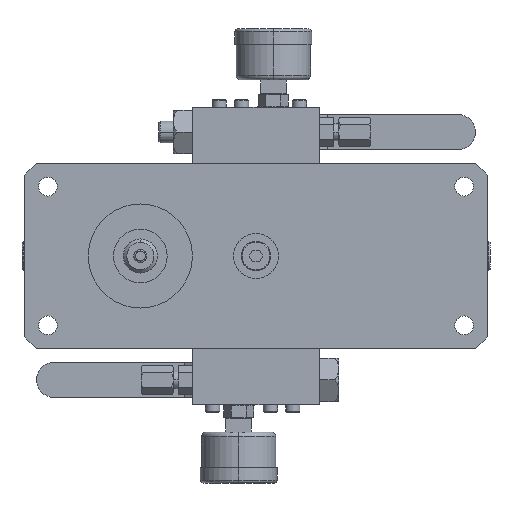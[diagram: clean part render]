
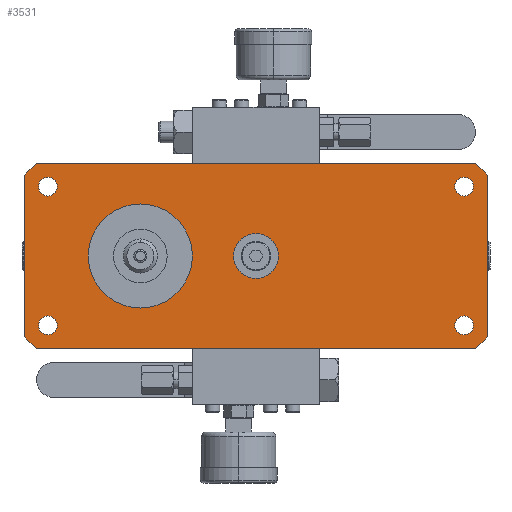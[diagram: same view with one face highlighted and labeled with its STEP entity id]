
A CAD part, front view. The second image highlights one B-rep face of the part: STEP entity #3531.
In plain terms, the highlighted planar face has unit normal (0, -1, 0).
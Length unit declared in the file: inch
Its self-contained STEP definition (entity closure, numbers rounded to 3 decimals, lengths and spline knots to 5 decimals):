
#377=DIRECTION('',(0.,0.,1.));
#378=VECTOR('',#377,3.5);
#379=CARTESIAN_POINT('',(-5.,0.,-1.75));
#380=LINE('',#379,#378);
#381=DIRECTION('',(1.,0.,0.));
#382=VECTOR('',#381,9.5);
#383=CARTESIAN_POINT('',(-4.75,0.,2.));
#384=LINE('',#383,#382);
#385=DIRECTION('',(0.,0.,-1.));
#386=VECTOR('',#385,3.5);
#387=CARTESIAN_POINT('',(5.,0.,1.75));
#388=LINE('',#387,#386);
#389=DIRECTION('',(-1.,0.,0.));
#390=VECTOR('',#389,9.5);
#391=CARTESIAN_POINT('',(4.75,0.,-2.));
#392=LINE('',#391,#390);
#393=CARTESIAN_POINT('',(-2.5,0.,0.));
#394=DIRECTION('',(0.,-1.,0.));
#395=DIRECTION('',(-1.,0.,0.));
#396=AXIS2_PLACEMENT_3D('',#393,#394,#395);
#398=CARTESIAN_POINT('',(-2.5,0.,0.));
#399=DIRECTION('',(0.,-1.,0.));
#400=DIRECTION('',(1.,0.,0.));
#401=AXIS2_PLACEMENT_3D('',#398,#399,#400);
#403=CARTESIAN_POINT('',(-4.5,0.,-1.5));
#404=DIRECTION('',(0.,-1.,0.));
#405=DIRECTION('',(1.,0.,0.));
#406=AXIS2_PLACEMENT_3D('',#403,#404,#405);
#408=CARTESIAN_POINT('',(-4.5,0.,-1.5));
#409=DIRECTION('',(0.,-1.,0.));
#410=DIRECTION('',(-1.,0.,0.));
#411=AXIS2_PLACEMENT_3D('',#408,#409,#410);
#413=CARTESIAN_POINT('',(-4.5,0.,1.5));
#414=DIRECTION('',(0.,-1.,0.));
#415=DIRECTION('',(1.,0.,0.));
#416=AXIS2_PLACEMENT_3D('',#413,#414,#415);
#418=CARTESIAN_POINT('',(-4.5,0.,1.5));
#419=DIRECTION('',(0.,-1.,0.));
#420=DIRECTION('',(-1.,0.,0.));
#421=AXIS2_PLACEMENT_3D('',#418,#419,#420);
#423=CARTESIAN_POINT('',(4.5,0.,-1.5));
#424=DIRECTION('',(0.,-1.,0.));
#425=DIRECTION('',(1.,0.,0.));
#426=AXIS2_PLACEMENT_3D('',#423,#424,#425);
#428=CARTESIAN_POINT('',(4.5,0.,-1.5));
#429=DIRECTION('',(0.,-1.,0.));
#430=DIRECTION('',(-1.,0.,0.));
#431=AXIS2_PLACEMENT_3D('',#428,#429,#430);
#433=CARTESIAN_POINT('',(4.5,0.,1.5));
#434=DIRECTION('',(0.,-1.,0.));
#435=DIRECTION('',(1.,0.,0.));
#436=AXIS2_PLACEMENT_3D('',#433,#434,#435);
#438=CARTESIAN_POINT('',(4.5,0.,1.5));
#439=DIRECTION('',(0.,-1.,0.));
#440=DIRECTION('',(-1.,0.,0.));
#441=AXIS2_PLACEMENT_3D('',#438,#439,#440);
#443=CARTESIAN_POINT('',(0.,0.,0.));
#444=DIRECTION('',(0.,-1.,0.));
#445=DIRECTION('',(-1.,0.,0.));
#446=AXIS2_PLACEMENT_3D('',#443,#444,#445);
#448=CARTESIAN_POINT('',(0.,0.,0.));
#449=DIRECTION('',(0.,-1.,0.));
#450=DIRECTION('',(1.,0.,0.));
#451=AXIS2_PLACEMENT_3D('',#448,#449,#450);
#457=DIRECTION('',(-0.707,0.,-0.707));
#458=VECTOR('',#457,0.35355);
#459=CARTESIAN_POINT('',(-4.75,0.,2.));
#460=LINE('',#459,#458);
#543=DIRECTION('',(-0.707,0.,0.707));
#544=VECTOR('',#543,0.35355);
#545=CARTESIAN_POINT('',(5.,0.,1.75));
#546=LINE('',#545,#544);
#569=DIRECTION('',(0.707,0.,0.707));
#570=VECTOR('',#569,0.35355);
#571=CARTESIAN_POINT('',(4.75,0.,-2.));
#572=LINE('',#571,#570);
#655=DIRECTION('',(0.707,0.,-0.707));
#656=VECTOR('',#655,0.35355);
#657=CARTESIAN_POINT('',(-5.,0.,-1.75));
#658=LINE('',#657,#656);
#2254=CARTESIAN_POINT('',(5.,0.,1.75));
#2256=VERTEX_POINT('',#2254);
#2258=CARTESIAN_POINT('',(4.75,0.,2.));
#2260=VERTEX_POINT('',#2258);
#2262=CARTESIAN_POINT('',(4.75,0.,-2.));
#2264=VERTEX_POINT('',#2262);
#2266=CARTESIAN_POINT('',(5.,0.,-1.75));
#2268=VERTEX_POINT('',#2266);
#2270=CARTESIAN_POINT('',(-4.75,0.,2.));
#2272=VERTEX_POINT('',#2270);
#2274=CARTESIAN_POINT('',(-5.,0.,1.75));
#2276=VERTEX_POINT('',#2274);
#2278=CARTESIAN_POINT('',(-5.,0.,-1.75));
#2280=VERTEX_POINT('',#2278);
#2282=CARTESIAN_POINT('',(-4.75,0.,-2.));
#2284=VERTEX_POINT('',#2282);
#2294=CARTESIAN_POINT('',(-4.297,0.,-1.5));
#2295=CARTESIAN_POINT('',(-4.703,0.,-1.5));
#2296=VERTEX_POINT('',#2294);
#2297=VERTEX_POINT('',#2295);
#2310=CARTESIAN_POINT('',(-4.297,0.,1.5));
#2311=CARTESIAN_POINT('',(-4.703,0.,1.5));
#2312=VERTEX_POINT('',#2310);
#2313=VERTEX_POINT('',#2311);
#2326=CARTESIAN_POINT('',(4.703,0.,-1.5));
#2327=CARTESIAN_POINT('',(4.297,0.,-1.5));
#2328=VERTEX_POINT('',#2326);
#2329=VERTEX_POINT('',#2327);
#2342=CARTESIAN_POINT('',(4.703,0.,1.5));
#2343=CARTESIAN_POINT('',(4.297,0.,1.5));
#2344=VERTEX_POINT('',#2342);
#2345=VERTEX_POINT('',#2343);
#2382=CARTESIAN_POINT('',(-0.485,0.,0.));
#2383=CARTESIAN_POINT('',(0.485,0.,0.));
#2384=VERTEX_POINT('',#2382);
#2385=VERTEX_POINT('',#2383);
#2746=CARTESIAN_POINT('',(-2.985,0.,0.));
#2747=CARTESIAN_POINT('',(-2.015,0.,0.));
#2748=VERTEX_POINT('',#2746);
#2749=VERTEX_POINT('',#2747);
#3473=CARTESIAN_POINT('',(0.,0.,0.));
#3474=DIRECTION('',(0.,1.,0.));
#3475=DIRECTION('',(1.,0.,0.));
#3476=AXIS2_PLACEMENT_3D('',#3473,#3474,#3475);
#3477=PLANE('',#3476);
#3478=ORIENTED_EDGE('',*,*,#3450,.T.);
#3480=ORIENTED_EDGE('',*,*,#3479,.F.);
#3482=ORIENTED_EDGE('',*,*,#3481,.T.);
#3484=ORIENTED_EDGE('',*,*,#3483,.F.);
#3486=ORIENTED_EDGE('',*,*,#3485,.T.);
#3488=ORIENTED_EDGE('',*,*,#3487,.F.);
#3490=ORIENTED_EDGE('',*,*,#3489,.T.);
#3492=ORIENTED_EDGE('',*,*,#3491,.F.);
#3493=EDGE_LOOP('',(#3478,#3480,#3482,#3484,#3486,#3488,#3490,#3492));
#3494=FACE_OUTER_BOUND('',#3493,.F.);
#3496=ORIENTED_EDGE('',*,*,#3495,.T.);
#3498=ORIENTED_EDGE('',*,*,#3497,.T.);
#3499=EDGE_LOOP('',(#3496,#3498));
#3500=FACE_BOUND('',#3499,.F.);
#3502=ORIENTED_EDGE('',*,*,#3501,.T.);
#3504=ORIENTED_EDGE('',*,*,#3503,.T.);
#3505=EDGE_LOOP('',(#3502,#3504));
#3506=FACE_BOUND('',#3505,.F.);
#3508=ORIENTED_EDGE('',*,*,#3507,.T.);
#3510=ORIENTED_EDGE('',*,*,#3509,.T.);
#3511=EDGE_LOOP('',(#3508,#3510));
#3512=FACE_BOUND('',#3511,.F.);
#3514=ORIENTED_EDGE('',*,*,#3513,.T.);
#3516=ORIENTED_EDGE('',*,*,#3515,.T.);
#3517=EDGE_LOOP('',(#3514,#3516));
#3518=FACE_BOUND('',#3517,.F.);
#3520=ORIENTED_EDGE('',*,*,#3519,.T.);
#3522=ORIENTED_EDGE('',*,*,#3521,.T.);
#3523=EDGE_LOOP('',(#3520,#3522));
#3524=FACE_BOUND('',#3523,.F.);
#3526=ORIENTED_EDGE('',*,*,#3525,.T.);
#3528=ORIENTED_EDGE('',*,*,#3527,.T.);
#3529=EDGE_LOOP('',(#3526,#3528));
#3530=FACE_BOUND('',#3529,.F.);
#397=CIRCLE('',#396,0.485);
#402=CIRCLE('',#401,0.485);
#407=CIRCLE('',#406,0.203);
#412=CIRCLE('',#411,0.203);
#417=CIRCLE('',#416,0.203);
#422=CIRCLE('',#421,0.203);
#427=CIRCLE('',#426,0.203);
#432=CIRCLE('',#431,0.203);
#437=CIRCLE('',#436,0.203);
#442=CIRCLE('',#441,0.203);
#447=CIRCLE('',#446,0.485);
#452=CIRCLE('',#451,0.485);
#3450=EDGE_CURVE('',#2280,#2276,#380,.T.);
#3479=EDGE_CURVE('',#2272,#2276,#460,.T.);
#3481=EDGE_CURVE('',#2272,#2260,#384,.T.);
#3483=EDGE_CURVE('',#2256,#2260,#546,.T.);
#3485=EDGE_CURVE('',#2256,#2268,#388,.T.);
#3487=EDGE_CURVE('',#2264,#2268,#572,.T.);
#3489=EDGE_CURVE('',#2264,#2284,#392,.T.);
#3491=EDGE_CURVE('',#2280,#2284,#658,.T.);
#3495=EDGE_CURVE('',#2748,#2749,#397,.T.);
#3497=EDGE_CURVE('',#2749,#2748,#402,.T.);
#3501=EDGE_CURVE('',#2296,#2297,#407,.T.);
#3503=EDGE_CURVE('',#2297,#2296,#412,.T.);
#3507=EDGE_CURVE('',#2312,#2313,#417,.T.);
#3509=EDGE_CURVE('',#2313,#2312,#422,.T.);
#3513=EDGE_CURVE('',#2328,#2329,#427,.T.);
#3515=EDGE_CURVE('',#2329,#2328,#432,.T.);
#3519=EDGE_CURVE('',#2344,#2345,#437,.T.);
#3521=EDGE_CURVE('',#2345,#2344,#442,.T.);
#3525=EDGE_CURVE('',#2384,#2385,#447,.T.);
#3527=EDGE_CURVE('',#2385,#2384,#452,.T.);
#3531=ADVANCED_FACE('',(#3494,#3500,#3506,#3512,#3518,#3524,#3530),#3477,.F.);
